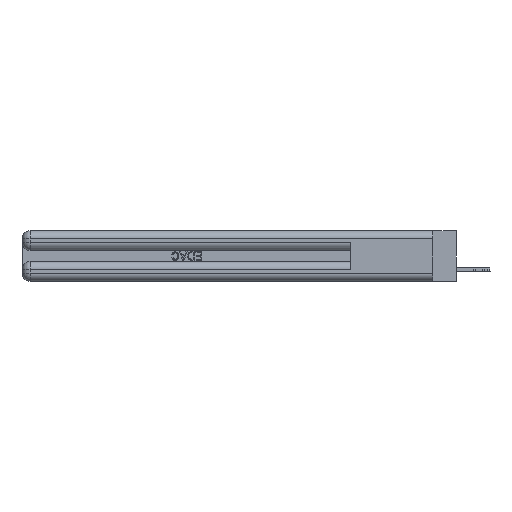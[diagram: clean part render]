
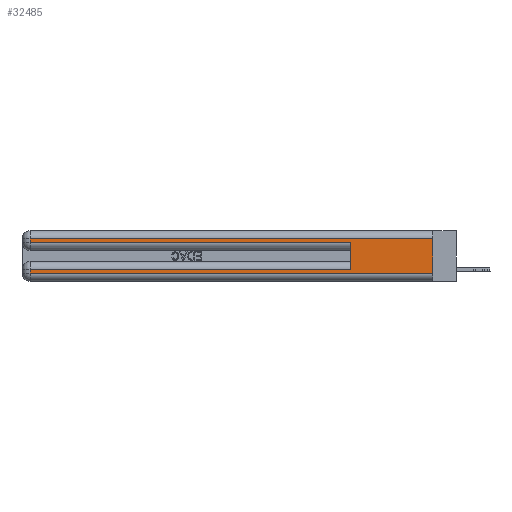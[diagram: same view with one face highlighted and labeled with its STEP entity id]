
A CAD part, left-side view. The second image highlights one B-rep face of the part: STEP entity #32485.
In plain terms, the highlighted planar face has unit normal (-1, 0, 0).
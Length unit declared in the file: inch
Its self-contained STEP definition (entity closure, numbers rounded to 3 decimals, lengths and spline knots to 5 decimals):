
#92 = ORIENTED_EDGE ( 'NONE', *, *, #35258, .T. ) ;
#226 = VECTOR ( 'NONE', #37435, 39.37008 ) ;
#675 = DIRECTION ( 'NONE',  ( 0., 0., -1. ) ) ;
#1403 = EDGE_CURVE ( 'NONE', #17964, #11834, #17544, .T. ) ;
#1833 = ORIENTED_EDGE ( 'NONE', *, *, #12734, .F. ) ;
#2932 = VERTEX_POINT ( 'NONE', #33163 ) ;
#3498 = AXIS2_PLACEMENT_3D ( 'NONE', #31079, #21375, #12109 ) ;
#3680 = DIRECTION ( 'NONE',  ( 0., 1., 0. ) ) ;
#4073 = VERTEX_POINT ( 'NONE', #30067 ) ;
#4573 = CARTESIAN_POINT ( 'NONE',  ( 0., 2.94, 0.06 ) ) ;
#5088 = DIRECTION ( 'NONE',  ( 0., 1., 0. ) ) ;
#5617 = CARTESIAN_POINT ( 'NONE',  ( 0., 0., 0.06 ) ) ;
#5661 = VECTOR ( 'NONE', #32844, 39.37008 ) ;
#6516 = VERTEX_POINT ( 'NONE', #8829 ) ;
#7504 = ORIENTED_EDGE ( 'NONE', *, *, #26781, .T. ) ;
#7887 = VECTOR ( 'NONE', #675, 39.37008 ) ;
#8829 = CARTESIAN_POINT ( 'NONE',  ( 0., 0., 0.31 ) ) ;
#9471 = LINE ( 'NONE', #28617, #17385 ) ;
#10614 = EDGE_CURVE ( 'NONE', #11834, #34135, #30065, .T. ) ;
#10741 = ORIENTED_EDGE ( 'NONE', *, *, #33708, .T. ) ;
#11834 = VERTEX_POINT ( 'NONE', #4573 ) ;
#12109 = DIRECTION ( 'NONE',  ( 0., 0., -1. ) ) ;
#12734 = EDGE_CURVE ( 'NONE', #27134, #38508, #24875, .T. ) ;
#12775 = LINE ( 'NONE', #26932, #20197 ) ;
#15411 = CARTESIAN_POINT ( 'NONE',  ( 0., 0., 0.06 ) ) ;
#15428 = PLANE ( 'NONE',  #3498 ) ;
#16445 = VECTOR ( 'NONE', #3680, 39.37008 ) ;
#16865 = CARTESIAN_POINT ( 'NONE',  ( 0., 0.6, 0.085 ) ) ;
#17385 = VECTOR ( 'NONE', #41111, 39.37008 ) ;
#17544 = LINE ( 'NONE', #32167, #5661 ) ;
#17866 = EDGE_CURVE ( 'NONE', #27134, #17964, #28015, .T. ) ;
#17964 = VERTEX_POINT ( 'NONE', #32333 ) ;
#19122 = FACE_OUTER_BOUND ( 'NONE', #33119, .T. ) ;
#19539 = ORIENTED_EDGE ( 'NONE', *, *, #1403, .T. ) ;
#20197 = VECTOR ( 'NONE', #5088, 39.37008 ) ;
#21375 = DIRECTION ( 'NONE',  ( 1., 0., 0. ) ) ;
#21453 = EDGE_CURVE ( 'NONE', #6516, #34135, #33264, .T. ) ;
#23320 = VECTOR ( 'NONE', #29215, 39.37008 ) ;
#24875 = LINE ( 'NONE', #38489, #23320 ) ;
#25468 = ORIENTED_EDGE ( 'NONE', *, *, #17866, .T. ) ;
#26781 = EDGE_CURVE ( 'NONE', #2932, #4073, #30123, .T. ) ;
#26932 = CARTESIAN_POINT ( 'NONE',  ( 0., 0., 0.31 ) ) ;
#27134 = VERTEX_POINT ( 'NONE', #16865 ) ;
#28015 = LINE ( 'NONE', #32610, #16445 ) ;
#28617 = CARTESIAN_POINT ( 'NONE',  ( 0., 0., 0.285 ) ) ;
#29215 = DIRECTION ( 'NONE',  ( 0., 0., 1. ) ) ;
#29473 = CARTESIAN_POINT ( 'NONE',  ( 0., 0., 0.37 ) ) ;
#30065 = LINE ( 'NONE', #15411, #36450 ) ;
#30067 = CARTESIAN_POINT ( 'NONE',  ( 0., 2.94, 0.285 ) ) ;
#30123 = LINE ( 'NONE', #31329, #226 ) ;
#31079 = CARTESIAN_POINT ( 'NONE',  ( 0., 0., 0.37 ) ) ;
#31329 = CARTESIAN_POINT ( 'NONE',  ( 0., 2.94, 0.37 ) ) ;
#32167 = CARTESIAN_POINT ( 'NONE',  ( 0., 2.94, 0.37 ) ) ;
#32333 = CARTESIAN_POINT ( 'NONE',  ( 0., 2.94, 0.085 ) ) ;
#32485 = ADVANCED_FACE ( 'NONE', ( #19122 ), #15428, .F. ) ;
#32610 = CARTESIAN_POINT ( 'NONE',  ( 0., 0., 0.085 ) ) ;
#32844 = DIRECTION ( 'NONE',  ( 0., 0., -1. ) ) ;
#33119 = EDGE_LOOP ( 'NONE', ( #38621, #92, #7504, #10741, #1833, #25468, #19539, #39441 ) ) ;
#33163 = CARTESIAN_POINT ( 'NONE',  ( 0., 2.94, 0.31 ) ) ;
#33264 = LINE ( 'NONE', #29473, #7887 ) ;
#33708 = EDGE_CURVE ( 'NONE', #4073, #38508, #9471, .T. ) ;
#34135 = VERTEX_POINT ( 'NONE', #5617 ) ;
#34322 = DIRECTION ( 'NONE',  ( 0., -1., 0. ) ) ;
#35258 = EDGE_CURVE ( 'NONE', #6516, #2932, #12775, .T. ) ;
#36450 = VECTOR ( 'NONE', #34322, 39.37008 ) ;
#37435 = DIRECTION ( 'NONE',  ( 0., 0., -1. ) ) ;
#38242 = CARTESIAN_POINT ( 'NONE',  ( 0., 0.6, 0.285 ) ) ;
#38489 = CARTESIAN_POINT ( 'NONE',  ( 0., 0.6, 0.145 ) ) ;
#38508 = VERTEX_POINT ( 'NONE', #38242 ) ;
#38621 = ORIENTED_EDGE ( 'NONE', *, *, #21453, .F. ) ;
#39441 = ORIENTED_EDGE ( 'NONE', *, *, #10614, .T. ) ;
#41111 = DIRECTION ( 'NONE',  ( 0., -1., 0. ) ) ;
